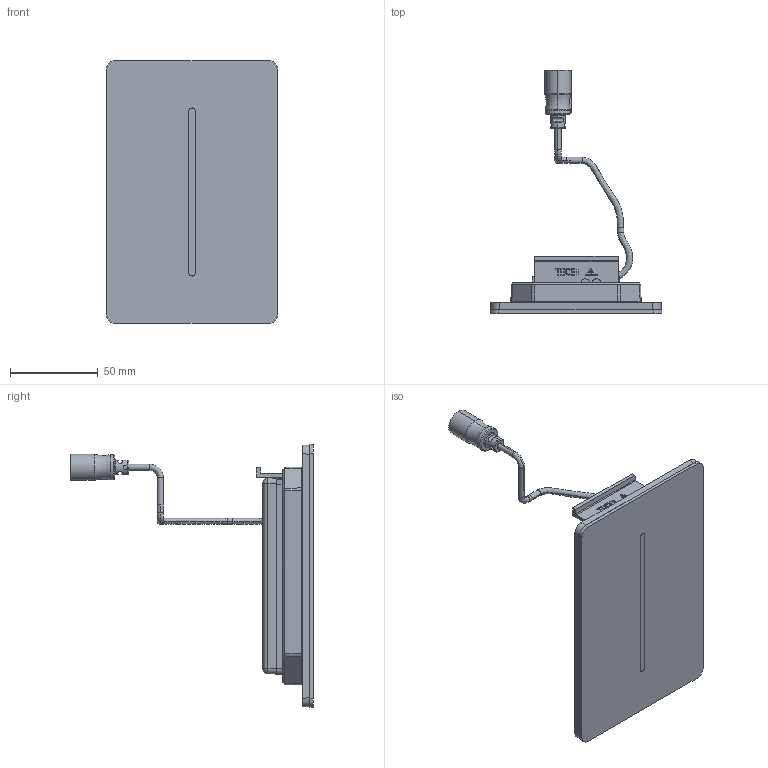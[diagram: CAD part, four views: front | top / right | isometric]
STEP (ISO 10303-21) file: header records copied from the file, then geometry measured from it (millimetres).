
FILE_DESCRIPTION((''),'2;1');
FILE_NAME('SP859_030_00_ASM','2019-05-07T',('mschlueter'),('NET'),'CREO PARAMETRIC BY PTC INC, 2017170','CREO PARAMETRIC BY PTC INC, 2017170','');
FILE_SCHEMA(('CONFIG_CONTROL_DESIGN'));
Products named in the file (11): SP850_030_00; SP850_032_00; SP540_013_00; SP540_004_00; SP540_014_00; SP540_035_00; NT031_004_20; NT028_004_01; SP549_014_00_ASM; SP850_031_00; SP859_030_00_ASM
Assembly tree (12 placements, depth 3):
  SP859_030_00_ASM
    SP850_030_00
    SP850_032_00
    SP549_014_00_ASM
      SP540_013_00
      SP540_004_00
      SP540_014_00
      SP540_035_00
      NT031_004_20  x2
      NT028_004_01  x2
    SP850_031_00
Bounding box: 98 x 138.8 x 150 mm (x, y, z)
Volume: 125388.7 mm3; surface area: 118851.1 mm2
Topology: 25 solids, 27 shells, 5998 faces, 16207 edges, 10496 vertices
Faces by surface type: plane 4245, cylinder 1199, bspline 358, sphere 117, cone 36, torus 25, extrusion 16, revolution 2
Entity records: 246637 total; most frequent: CARTESIAN_POINT 47996, ORIENTED_EDGE 31694, DIRECTION 28047, EDGE_CURVE 15847, PRESENTATION_STYLE_ASSIGNMENT 14983, STYLED_ITEM 13516, CURVE_STYLE 13496, VECTOR 12669
